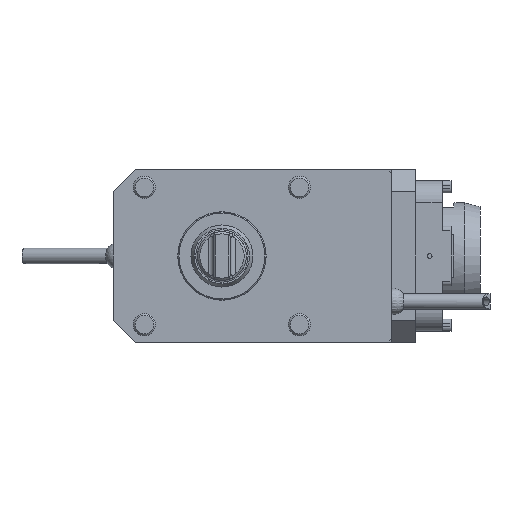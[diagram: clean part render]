
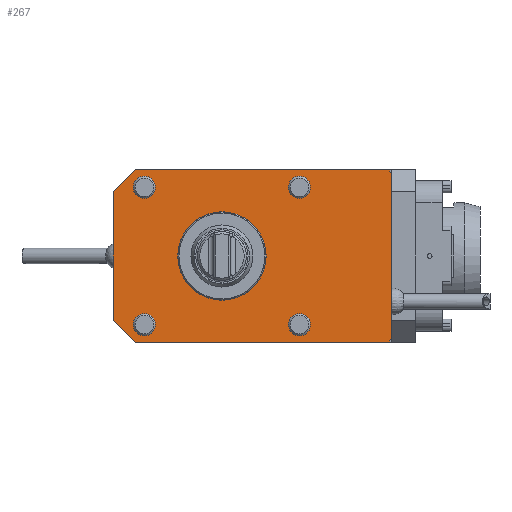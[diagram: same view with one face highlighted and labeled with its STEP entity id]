
A CAD part, front view. The second image highlights one B-rep face of the part: STEP entity #267.
In plain terms, the highlighted planar face has unit normal (0, -1, 0).
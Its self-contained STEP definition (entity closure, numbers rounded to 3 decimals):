
#232 = LINE ( 'NONE', #5766, #8801 ) ;
#235 = CARTESIAN_POINT ( 'NONE',  ( 75.525, 32., 39. ) ) ;
#267 = ADVANCED_FACE ( 'Defeature completata1_313', ( #21516, #14279, #4421, #6427, #4665, #12300 ), #21401, .F. ) ;
#357 = EDGE_LOOP ( 'NONE', ( #6264 ) ) ;
#371 = CARTESIAN_POINT ( 'NONE',  ( 76.5, 32., 37.051 ) ) ;
#469 = CARTESIAN_POINT ( 'NONE',  ( -35., 32., 36. ) ) ;
#759 = ORIENTED_EDGE ( 'NONE', *, *, #4974, .F. ) ;
#838 = AXIS2_PLACEMENT_3D ( 'NONE', #8960, #9335, #1329 ) ;
#870 = EDGE_CURVE ( 'NONE', #6357, #3547, #5924, .T. ) ;
#928 = DIRECTION ( 'NONE',  ( 0., -1., 0. ) ) ;
#1013 = VERTEX_POINT ( 'NONE', #8413 ) ;
#1108 = ORIENTED_EDGE ( 'NONE', *, *, #11323, .F. ) ;
#1133 = CARTESIAN_POINT ( 'NONE',  ( -39., 32., -39. ) ) ;
#1196 = DIRECTION ( 'NONE',  ( 0., -1., 0. ) ) ;
#1214 = ORIENTED_EDGE ( 'NONE', *, *, #11870, .T. ) ;
#1329 = DIRECTION ( 'NONE',  ( 0., 0., -1. ) ) ;
#1438 = CARTESIAN_POINT ( 'NONE',  ( 75.525, 32., -39. ) ) ;
#1748 = EDGE_LOOP ( 'NONE', ( #2081 ) ) ;
#2081 = ORIENTED_EDGE ( 'NONE', *, *, #20649, .T. ) ;
#2228 = VERTEX_POINT ( 'NONE', #469 ) ;
#2297 = CARTESIAN_POINT ( 'NONE',  ( -39., 32., -39. ) ) ;
#3035 = ORIENTED_EDGE ( 'NONE', *, *, #15346, .F. ) ;
#3547 = VERTEX_POINT ( 'NONE', #1133 ) ;
#3951 = CIRCLE ( 'NONE', #13122, 5. ) ;
#4288 = DIRECTION ( 'NONE',  ( 0., 1., 0. ) ) ;
#4316 = AXIS2_PLACEMENT_3D ( 'NONE', #11020, #22353, #14256 ) ;
#4362 = DIRECTION ( 'NONE',  ( 0., 0., 1. ) ) ;
#4421 = FACE_BOUND ( 'NONE', #14780, .T. ) ;
#4665 = FACE_BOUND ( 'NONE', #357, .T. ) ;
#4903 = CARTESIAN_POINT ( 'NONE',  ( 0., 32., 39. ) ) ;
#4974 = EDGE_CURVE ( 'NONE', #6040, #3547, #14794, .T. ) ;
#5286 = DIRECTION ( 'NONE',  ( -1., 0., 0. ) ) ;
#5393 = VECTOR ( 'NONE', #4362, 1000. ) ;
#5424 = CARTESIAN_POINT ( 'NONE',  ( -35., 32., 31. ) ) ;
#5467 = EDGE_CURVE ( 'NONE', #7609, #7609, #22377, .T. ) ;
#5765 = CARTESIAN_POINT ( 'NONE',  ( -49., 32., -29. ) ) ;
#5766 = CARTESIAN_POINT ( 'NONE',  ( 76.5, 32., 0. ) ) ;
#5924 = LINE ( 'NONE', #2297, #9241 ) ;
#6040 = VERTEX_POINT ( 'NONE', #1438 ) ;
#6174 = DIRECTION ( 'NONE',  ( 0., 0., 1. ) ) ;
#6264 = ORIENTED_EDGE ( 'NONE', *, *, #18488, .T. ) ;
#6357 = VERTEX_POINT ( 'NONE', #5765 ) ;
#6405 = DIRECTION ( 'NONE',  ( 1., 0., 0. ) ) ;
#6427 = FACE_BOUND ( 'NONE', #21131, .T. ) ;
#6495 = CARTESIAN_POINT ( 'NONE',  ( -49., 32., 0. ) ) ;
#6626 = ORIENTED_EDGE ( 'NONE', *, *, #870, .T. ) ;
#6736 = VERTEX_POINT ( 'NONE', #14344 ) ;
#7053 = CARTESIAN_POINT ( 'NONE',  ( -49., 32., 29. ) ) ;
#7550 = DIRECTION ( 'NONE',  ( 0.707, 0., -0.707 ) ) ;
#7609 = VERTEX_POINT ( 'NONE', #23897 ) ;
#7661 = ORIENTED_EDGE ( 'NONE', *, *, #13860, .F. ) ;
#7849 = ORIENTED_EDGE ( 'NONE', *, *, #5467, .T. ) ;
#8413 = CARTESIAN_POINT ( 'NONE',  ( 76.5, 32., -37.051 ) ) ;
#8537 = CARTESIAN_POINT ( 'NONE',  ( 0., 32., 0. ) ) ;
#8647 = VERTEX_POINT ( 'NONE', #16633 ) ;
#8801 = VECTOR ( 'NONE', #20901, 1000. ) ;
#8960 = CARTESIAN_POINT ( 'NONE',  ( 35., 32., 31. ) ) ;
#9062 = DIRECTION ( 'NONE',  ( 0., 1., 0. ) ) ;
#9241 = VECTOR ( 'NONE', #7550, 1000. ) ;
#9335 = DIRECTION ( 'NONE',  ( 0., 1., 0. ) ) ;
#9861 = CARTESIAN_POINT ( 'NONE',  ( -35., 32., -26. ) ) ;
#10072 = DIRECTION ( 'NONE',  ( 0., 1., 0. ) ) ;
#11020 = CARTESIAN_POINT ( 'NONE',  ( 0., 32., 0. ) ) ;
#11215 = AXIS2_PLACEMENT_3D ( 'NONE', #8537, #4288, #6174 ) ;
#11305 = LINE ( 'NONE', #7053, #17617 ) ;
#11323 = EDGE_CURVE ( 'NONE', #17439, #1013, #232, .T. ) ;
#11754 = EDGE_CURVE ( 'NONE', #8647, #12318, #11305, .T. ) ;
#11870 = EDGE_CURVE ( 'NONE', #6040, #1013, #24217, .T. ) ;
#12300 = FACE_BOUND ( 'NONE', #1748, .T. ) ;
#12318 = VERTEX_POINT ( 'NONE', #24632 ) ;
#13122 = AXIS2_PLACEMENT_3D ( 'NONE', #5424, #9062, #24653 ) ;
#13521 = EDGE_CURVE ( 'NONE', #2228, #2228, #3951, .T. ) ;
#13599 = VERTEX_POINT ( 'NONE', #9861 ) ;
#13860 = EDGE_CURVE ( 'NONE', #19374, #19374, #16759, .T. ) ;
#14256 = DIRECTION ( 'NONE',  ( 0., 0., -1. ) ) ;
#14279 = FACE_BOUND ( 'NONE', #23884, .T. ) ;
#14344 = CARTESIAN_POINT ( 'NONE',  ( 35., 32., -36. ) ) ;
#14454 = DIRECTION ( 'NONE',  ( 0., 1., 0. ) ) ;
#14780 = EDGE_LOOP ( 'NONE', ( #7849 ) ) ;
#14794 = LINE ( 'NONE', #22383, #15175 ) ;
#15175 = VECTOR ( 'NONE', #5286, 1000. ) ;
#15346 = EDGE_CURVE ( 'NONE', #6357, #12318, #23340, .T. ) ;
#15953 = CARTESIAN_POINT ( 'NONE',  ( 0., 32., 0. ) ) ;
#16199 = DIRECTION ( 'NONE',  ( 0., 0., -1. ) ) ;
#16298 = CARTESIAN_POINT ( 'NONE',  ( 0., 32., 0. ) ) ;
#16323 = CARTESIAN_POINT ( 'NONE',  ( 35., 32., -31. ) ) ;
#16633 = CARTESIAN_POINT ( 'NONE',  ( -39., 32., 39. ) ) ;
#16759 = CIRCLE ( 'NONE', #23095, 19.75 ) ;
#17439 = VERTEX_POINT ( 'NONE', #371 ) ;
#17445 = VERTEX_POINT ( 'NONE', #235 ) ;
#17468 = CIRCLE ( 'NONE', #20670, 5. ) ;
#17485 = CIRCLE ( 'NONE', #4316, 85. ) ;
#17501 = CIRCLE ( 'NONE', #23064, 5. ) ;
#17503 = EDGE_LOOP ( 'NONE', ( #22913, #3035, #6626, #759, #1214, #1108, #18332, #17910 ) ) ;
#17515 = EDGE_CURVE ( 'NONE', #8647, #17445, #20032, .T. ) ;
#17617 = VECTOR ( 'NONE', #18816, 1000. ) ;
#17910 = ORIENTED_EDGE ( 'NONE', *, *, #17515, .F. ) ;
#18332 = ORIENTED_EDGE ( 'NONE', *, *, #20050, .T. ) ;
#18488 = EDGE_CURVE ( 'NONE', #13599, #13599, #17468, .T. ) ;
#18816 = DIRECTION ( 'NONE',  ( -0.707, 0., -0.707 ) ) ;
#19374 = VERTEX_POINT ( 'NONE', #21466 ) ;
#19706 = DIRECTION ( 'NONE',  ( 0., 0., 1. ) ) ;
#20032 = LINE ( 'NONE', #4903, #21742 ) ;
#20050 = EDGE_CURVE ( 'NONE', #17439, #17445, #17485, .T. ) ;
#20646 = AXIS2_PLACEMENT_3D ( 'NONE', #15953, #1196, #16199 ) ;
#20649 = EDGE_CURVE ( 'NONE', #6736, #6736, #17501, .T. ) ;
#20670 = AXIS2_PLACEMENT_3D ( 'NONE', #21431, #10072, #19706 ) ;
#20901 = DIRECTION ( 'NONE',  ( 0., 0., -1. ) ) ;
#21131 = EDGE_LOOP ( 'NONE', ( #7661 ) ) ;
#21367 = ORIENTED_EDGE ( 'NONE', *, *, #13521, .T. ) ;
#21401 = PLANE ( 'NONE',  #11215 ) ;
#21431 = CARTESIAN_POINT ( 'NONE',  ( -35., 32., -31. ) ) ;
#21466 = CARTESIAN_POINT ( 'NONE',  ( 0., 32., -19.75 ) ) ;
#21516 = FACE_OUTER_BOUND ( 'NONE', #17503, .T. ) ;
#21742 = VECTOR ( 'NONE', #6405, 1000. ) ;
#22179 = DIRECTION ( 'NONE',  ( 0., 0., -1. ) ) ;
#22353 = DIRECTION ( 'NONE',  ( 0., -1., 0. ) ) ;
#22377 = CIRCLE ( 'NONE', #838, 5. ) ;
#22383 = CARTESIAN_POINT ( 'NONE',  ( 0., 32., -39. ) ) ;
#22913 = ORIENTED_EDGE ( 'NONE', *, *, #11754, .T. ) ;
#23064 = AXIS2_PLACEMENT_3D ( 'NONE', #16323, #14454, #22179 ) ;
#23095 = AXIS2_PLACEMENT_3D ( 'NONE', #16298, #928, #23916 ) ;
#23340 = LINE ( 'NONE', #6495, #5393 ) ;
#23884 = EDGE_LOOP ( 'NONE', ( #21367 ) ) ;
#23897 = CARTESIAN_POINT ( 'NONE',  ( 35., 32., 26. ) ) ;
#23916 = DIRECTION ( 'NONE',  ( 0., 0., -1. ) ) ;
#24217 = CIRCLE ( 'NONE', #20646, 85. ) ;
#24632 = CARTESIAN_POINT ( 'NONE',  ( -49., 32., 29. ) ) ;
#24653 = DIRECTION ( 'NONE',  ( 0., 0., 1. ) ) ;
